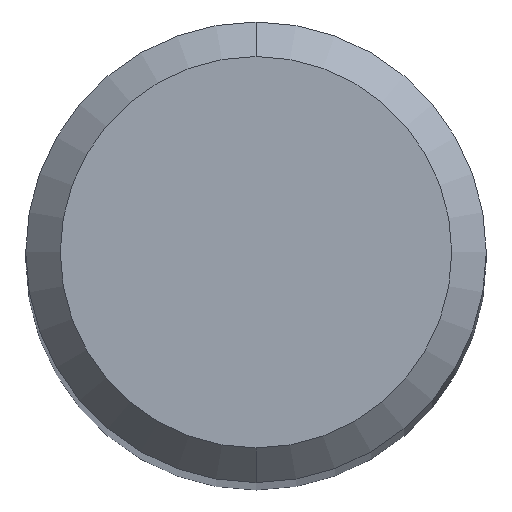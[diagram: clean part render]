
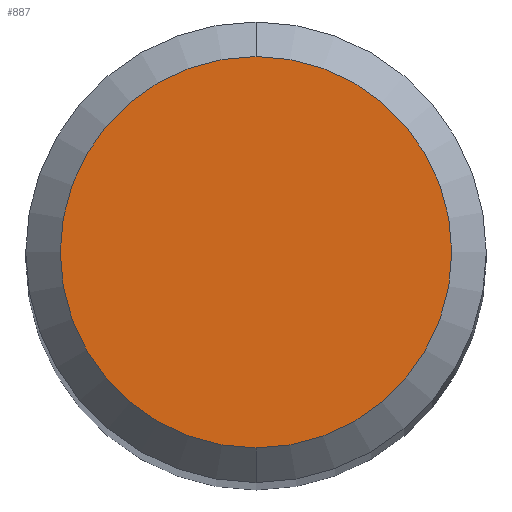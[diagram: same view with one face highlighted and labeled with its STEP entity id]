
A CAD part, top view. The second image highlights one B-rep face of the part: STEP entity #887.
In plain terms, the highlighted planar face has unit normal (0, 0, 1).
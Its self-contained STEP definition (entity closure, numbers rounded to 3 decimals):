
#443=EDGE_CURVE('',#863,#671,#1110,.T.);
#525=EDGE_CURVE('',#671,#863,#1199,.T.);
#671=VERTEX_POINT('',#1359);
#863=VERTEX_POINT('',#1570);
#887=ADVANCED_FACE('',(#1597),#1598,.T.);
#1110=CIRCLE('',#1905,1.7);
#1199=CIRCLE('',#2170,1.7);
#1359=CARTESIAN_POINT('',(0.0,1.7,0.0));
#1570=CARTESIAN_POINT('',(0.,-1.7,0.0));
#1597=FACE_OUTER_BOUND('',#3848,.T.);
#1598=PLANE('',#3849);
#1905=AXIS2_PLACEMENT_3D('',#4579,#4580,#4581);
#2170=AXIS2_PLACEMENT_3D('',#4704,#4705,#4706);
#3848=EDGE_LOOP('',(#5118,#5119));
#3849=AXIS2_PLACEMENT_3D('',#5120,#5121,#5122);
#4579=CARTESIAN_POINT('',(0.0,0.0,0.0));
#4580=DIRECTION('',(0.0,0.0,-1.0));
#4581=DIRECTION('',(0.0,1.0,0.0));
#4704=CARTESIAN_POINT('',(0.0,0.0,0.0));
#4705=DIRECTION('',(0.0,0.0,-1.0));
#4706=DIRECTION('',(0.0,1.0,0.0));
#5118=ORIENTED_EDGE('',*,*,#525,.F.);
#5119=ORIENTED_EDGE('',*,*,#443,.F.);
#5120=CARTESIAN_POINT('',(0.0,0.85,0.0));
#5121=DIRECTION('',(-0.0,0.0,1.0));
#5122=DIRECTION('',(0.0,-1.0,0.0));
